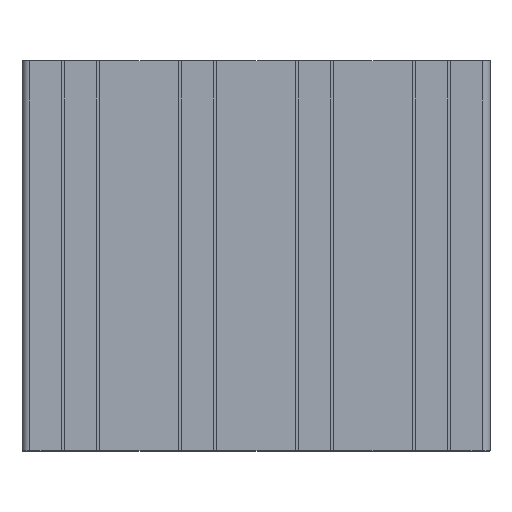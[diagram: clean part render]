
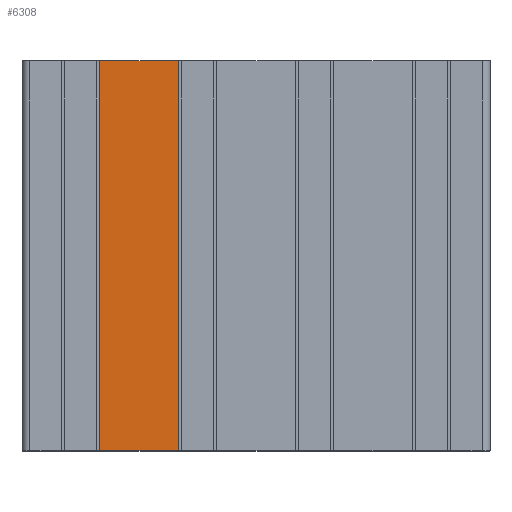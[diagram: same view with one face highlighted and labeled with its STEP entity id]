
A CAD part, top view. The second image highlights one B-rep face of the part: STEP entity #6308.
In plain terms, the highlighted planar face has unit normal (0, 0, 1).
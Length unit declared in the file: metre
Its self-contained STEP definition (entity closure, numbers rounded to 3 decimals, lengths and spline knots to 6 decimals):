
#144=PLANE('',#6825);
#414=FACE_OUTER_BOUND('',#732,.T.);
#732=EDGE_LOOP('',(#4861,#4862,#4863,#4864));
#1290=LINE('',#10087,#1966);
#1291=LINE('',#10090,#1967);
#1292=LINE('',#10092,#1968);
#1293=LINE('',#10093,#1969);
#1966=VECTOR('',#8201,0.1);
#1967=VECTOR('',#8204,0.0202);
#1968=VECTOR('',#8205,0.0202);
#1969=VECTOR('',#8206,0.1);
#2899=VERTEX_POINT('',#10083);
#2900=VERTEX_POINT('',#10085);
#2901=VERTEX_POINT('',#10089);
#2902=VERTEX_POINT('',#10091);
#3722=EDGE_CURVE('',#2900,#2899,#1290,.T.);
#3723=EDGE_CURVE('',#2901,#2899,#1291,.T.);
#3724=EDGE_CURVE('',#2902,#2900,#1292,.T.);
#3725=EDGE_CURVE('',#2902,#2901,#1293,.T.);
#4861=ORIENTED_EDGE('',*,*,#3723,.T.);
#4862=ORIENTED_EDGE('',*,*,#3722,.F.);
#4863=ORIENTED_EDGE('',*,*,#3724,.F.);
#4864=ORIENTED_EDGE('',*,*,#3725,.T.);
#6308=ADVANCED_FACE('',(#414),#144,.F.);
#6825=AXIS2_PLACEMENT_3D('',#10088,#8202,#8203);
#8201=DIRECTION('',(0.,1.,0.));
#8202=DIRECTION('center_axis',(0.,0.,-1.));
#8203=DIRECTION('ref_axis',(-1.,0.,0.));
#8204=DIRECTION('',(-1.,0.,0.));
#8205=DIRECTION('',(-1.,0.,0.));
#8206=DIRECTION('',(0.,1.,0.));
#10083=CARTESIAN_POINT('',(0.021269,0.131187,0.13));
#10085=CARTESIAN_POINT('',(0.021269,0.031187,0.13));
#10087=CARTESIAN_POINT('',(0.021269,0.031187,0.13));
#10088=CARTESIAN_POINT('Origin',(0.021269,-0.868813,
0.13));
#10089=CARTESIAN_POINT('',(0.041469,0.131187,0.13));
#10090=CARTESIAN_POINT('',(0.041469,0.131187,0.13));
#10091=CARTESIAN_POINT('',(0.041469,0.031187,0.13));
#10092=CARTESIAN_POINT('',(0.041469,0.031187,0.13));
#10093=CARTESIAN_POINT('',(0.041469,0.031187,0.13));
